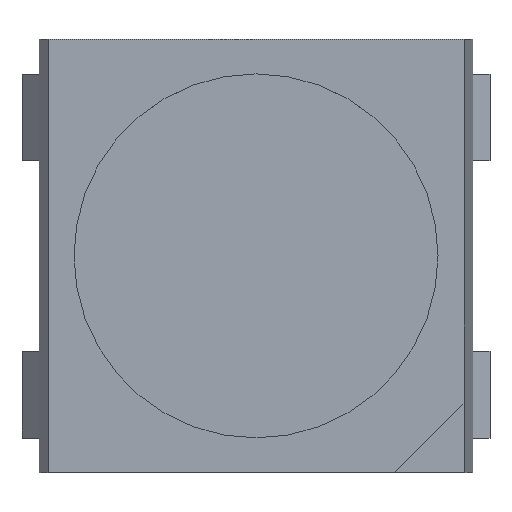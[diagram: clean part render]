
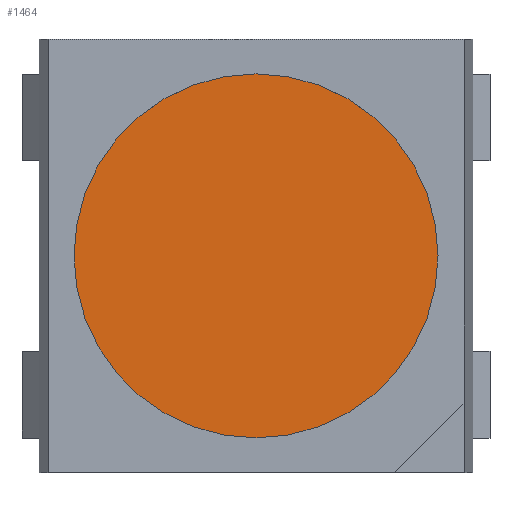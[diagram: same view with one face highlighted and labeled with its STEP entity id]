
A CAD part, top view. The second image highlights one B-rep face of the part: STEP entity #1464.
In plain terms, the highlighted planar face has unit normal (0, 0, 1).
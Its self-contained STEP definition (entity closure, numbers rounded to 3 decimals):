
#1420 = VERTEX_POINT('',#1421);
#1421 = CARTESIAN_POINT('',(2.1,0.,1.55));
#1427 = EDGE_CURVE('',#1420,#1420,#1428,.T.);
#1428 = CIRCLE('',#1429,2.1);
#1429 = AXIS2_PLACEMENT_3D('',#1430,#1431,#1432);
#1430 = CARTESIAN_POINT('',(0.,0.,1.55));
#1431 = DIRECTION('',(0.,-0.,1.));
#1432 = DIRECTION('',(1.,0.,0.));
#1464 = ADVANCED_FACE('',(#1465),#1468,.T.);
#1465 = FACE_BOUND('',#1466,.T.);
#1466 = EDGE_LOOP('',(#1467));
#1467 = ORIENTED_EDGE('',*,*,#1427,.T.);
#1468 = PLANE('',#1469);
#1469 = AXIS2_PLACEMENT_3D('',#1470,#1471,#1472);
#1470 = CARTESIAN_POINT('',(0.,0.,1.55)
  );
#1471 = DIRECTION('',(0.,0.,1.));
#1472 = DIRECTION('',(1.,0.,0.));
